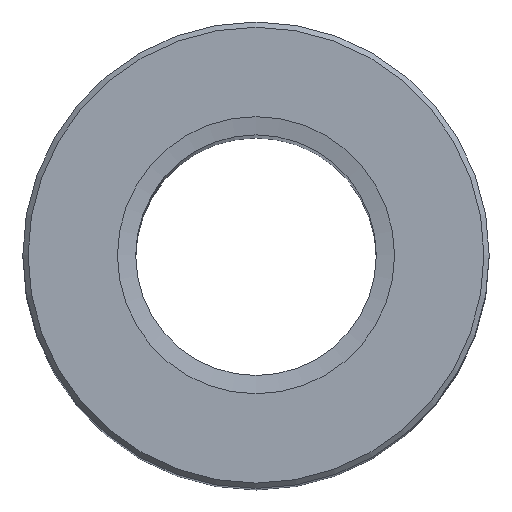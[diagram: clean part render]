
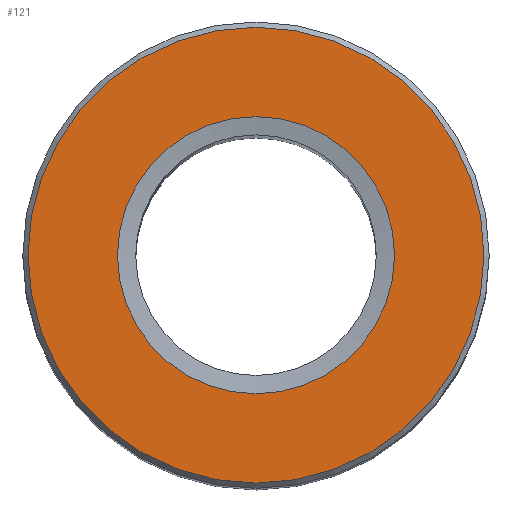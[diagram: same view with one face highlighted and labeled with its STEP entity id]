
A CAD part, top view. The second image highlights one B-rep face of the part: STEP entity #121.
In plain terms, the highlighted planar face has unit normal (0, 0, 1).
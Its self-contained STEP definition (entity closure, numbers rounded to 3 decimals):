
#23=PLANE('',#146);
#27=ORIENTED_EDGE('',*,*,#47,.T.);
#28=ORIENTED_EDGE('',*,*,#45,.F.);
#45=EDGE_CURVE('',#55,#55,#65,.T.);
#47=EDGE_CURVE('',#57,#57,#67,.T.);
#55=VERTEX_POINT('',#208);
#57=VERTEX_POINT('',#213);
#65=CIRCLE('',#144,6.159);
#67=CIRCLE('',#147,3.742);
#77=EDGE_LOOP('',(#27));
#78=EDGE_LOOP('',(#28));
#97=FACE_BOUND('',#77,.T.);
#98=FACE_BOUND('',#78,.T.);
#121=ADVANCED_FACE('',(#97,#98),#23,.T.);
#144=AXIS2_PLACEMENT_3D('',#207,#167,#168);
#146=AXIS2_PLACEMENT_3D('',#211,#171,#172);
#147=AXIS2_PLACEMENT_3D('',#212,#173,#174);
#167=DIRECTION('',(0.,0.,-1.));
#168=DIRECTION('',(-1.,0.,0.));
#171=DIRECTION('',(0.,0.,1.));
#172=DIRECTION('',(1.,0.,0.));
#173=DIRECTION('',(0.,0.,-1.));
#174=DIRECTION('',(-1.,0.,0.));
#207=CARTESIAN_POINT('',(0.,0.,48.));
#208=CARTESIAN_POINT('',(-6.159,0.,48.));
#211=CARTESIAN_POINT('',(0.,6.159,48.));
#212=CARTESIAN_POINT('',(0.,0.,48.));
#213=CARTESIAN_POINT('',(-3.742,0.,48.));
